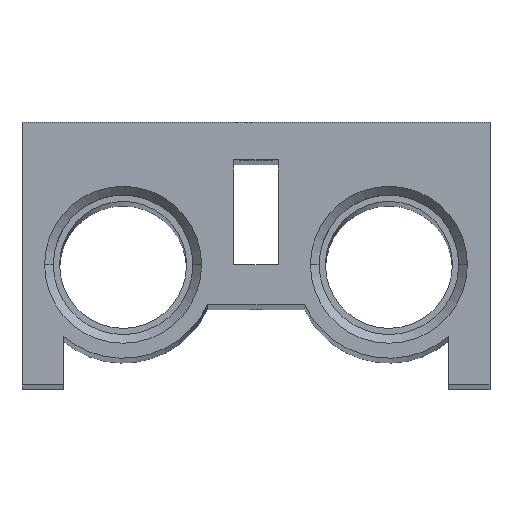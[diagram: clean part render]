
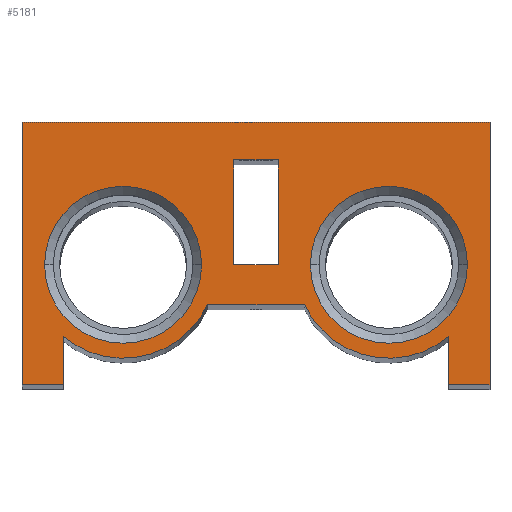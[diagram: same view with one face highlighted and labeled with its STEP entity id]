
A CAD part, top view. The second image highlights one B-rep face of the part: STEP entity #5181.
In plain terms, the highlighted planar face has unit normal (0, 0, 1).
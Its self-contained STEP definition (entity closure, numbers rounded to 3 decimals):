
#3 = LINE ( 'NONE', #4416, #762 ) ;
#30 = CARTESIAN_POINT ( 'NONE',  ( 17.75, 16., 378. ) ) ;
#77 = CARTESIAN_POINT ( 'NONE',  ( -6.467, 10.667, 378. ) ) ;
#148 = CARTESIAN_POINT ( 'NONE',  ( 17.75, 16., 378. ) ) ;
#218 = VERTEX_POINT ( 'NONE', #2617 ) ;
#278 = VERTEX_POINT ( 'NONE', #5601 ) ;
#289 = CARTESIAN_POINT ( 'NONE',  ( -31.25, 35., 378. ) ) ;
#314 = VECTOR ( 'NONE', #2004, 1000. ) ;
#320 = CARTESIAN_POINT ( 'NONE',  ( -17.75, 16., 378. ) ) ;
#338 = AXIS2_PLACEMENT_3D ( 'NONE', #2758, #2213, #3957 ) ;
#580 = CARTESIAN_POINT ( 'NONE',  ( 3., 16., 378. ) ) ;
#604 = VERTEX_POINT ( 'NONE', #3853 ) ;
#628 = ORIENTED_EDGE ( 'NONE', *, *, #2466, .T. ) ;
#668 = FACE_BOUND ( 'NONE', #1202, .T. ) ;
#733 = LINE ( 'NONE', #5149, #1233 ) ;
#755 = PLANE ( 'NONE',  #5541 ) ;
#762 = VECTOR ( 'NONE', #1771, 1000. ) ;
#764 = EDGE_CURVE ( 'NONE', #1210, #4295, #3113, .T. ) ;
#790 = CARTESIAN_POINT ( 'NONE',  ( -3., 30., 378. ) ) ;
#791 = LINE ( 'NONE', #4672, #2711 ) ;
#828 = CARTESIAN_POINT ( 'NONE',  ( 7.27, 16., 378. ) ) ;
#833 = CARTESIAN_POINT ( 'NONE',  ( -31.25, 35., 378. ) ) ;
#919 = CARTESIAN_POINT ( 'NONE',  ( -3., 16., 378. ) ) ;
#1127 = FACE_OUTER_BOUND ( 'NONE', #3236, .T. ) ;
#1163 = EDGE_CURVE ( 'NONE', #3495, #278, #3, .T. ) ;
#1194 = EDGE_CURVE ( 'NONE', #5140, #4392, #5490, .T. ) ;
#1202 = EDGE_LOOP ( 'NONE', ( #3350, #1313, #2290, #2265 ) ) ;
#1210 = VERTEX_POINT ( 'NONE', #2791 ) ;
#1233 = VECTOR ( 'NONE', #3787, 1000. ) ;
#1245 = VECTOR ( 'NONE', #2173, 1000. ) ;
#1298 = CARTESIAN_POINT ( 'NONE',  ( 31.25, 35., 378. ) ) ;
#1313 = ORIENTED_EDGE ( 'NONE', *, *, #1194, .F. ) ;
#1343 = VERTEX_POINT ( 'NONE', #5656 ) ;
#1355 = ORIENTED_EDGE ( 'NONE', *, *, #764, .T. ) ;
#1383 = ORIENTED_EDGE ( 'NONE', *, *, #5224, .T. ) ;
#1429 = ORIENTED_EDGE ( 'NONE', *, *, #1649, .T. ) ;
#1537 = DIRECTION ( 'NONE',  ( 1., 0., 0. ) ) ;
#1562 = VERTEX_POINT ( 'NONE', #1855 ) ;
#1649 = EDGE_CURVE ( 'NONE', #4295, #1210, #4433, .T. ) ;
#1685 = VECTOR ( 'NONE', #3555, 1000. ) ;
#1771 = DIRECTION ( 'NONE',  ( 1., 0., 0. ) ) ;
#1827 = EDGE_CURVE ( 'NONE', #218, #3719, #791, .T. ) ;
#1839 = EDGE_CURVE ( 'NONE', #604, #3495, #2969, .T. ) ;
#1855 = CARTESIAN_POINT ( 'NONE',  ( 31.25, 35., 378. ) ) ;
#1890 = AXIS2_PLACEMENT_3D ( 'NONE', #3602, #4572, #3150 ) ;
#1895 = EDGE_LOOP ( 'NONE', ( #1355, #1429 ) ) ;
#1905 = EDGE_CURVE ( 'NONE', #2039, #4963, #733, .T. ) ;
#1969 = AXIS2_PLACEMENT_3D ( 'NONE', #320, #5124, #2057 ) ;
#1998 = EDGE_LOOP ( 'NONE', ( #628, #3014 ) ) ;
#2004 = DIRECTION ( 'NONE',  ( 0., 1., 0. ) ) ;
#2008 = DIRECTION ( 'NONE',  ( 0., 0., 1. ) ) ;
#2010 = DIRECTION ( 'NONE',  ( 0., 1., 0. ) ) ;
#2039 = VERTEX_POINT ( 'NONE', #919 ) ;
#2054 = ORIENTED_EDGE ( 'NONE', *, *, #2185, .T. ) ;
#2057 = DIRECTION ( 'NONE',  ( -1., 0., 0. ) ) ;
#2092 = CARTESIAN_POINT ( 'NONE',  ( -7.27, 16., 378. ) ) ;
#2097 = LINE ( 'NONE', #5529, #3458 ) ;
#2101 = CARTESIAN_POINT ( 'NONE',  ( 3., 30., 378. ) ) ;
#2169 = AXIS2_PLACEMENT_3D ( 'NONE', #3134, #3193, #4925 ) ;
#2173 = DIRECTION ( 'NONE',  ( 1., 0., 0. ) ) ;
#2185 = EDGE_CURVE ( 'NONE', #278, #1562, #4604, .T. ) ;
#2191 = EDGE_CURVE ( 'NONE', #2416, #1343, #2097, .T. ) ;
#2209 = ORIENTED_EDGE ( 'NONE', *, *, #2191, .T. ) ;
#2212 = CARTESIAN_POINT ( 'NONE',  ( 25.75, 0., 378. ) ) ;
#2213 = DIRECTION ( 'NONE',  ( 0., 0., -1. ) ) ;
#2231 = ORIENTED_EDGE ( 'NONE', *, *, #1827, .T. ) ;
#2242 = VERTEX_POINT ( 'NONE', #289 ) ;
#2265 = ORIENTED_EDGE ( 'NONE', *, *, #1905, .F. ) ;
#2290 = ORIENTED_EDGE ( 'NONE', *, *, #5087, .F. ) ;
#2313 = ORIENTED_EDGE ( 'NONE', *, *, #3694, .T. ) ;
#2416 = VERTEX_POINT ( 'NONE', #77 ) ;
#2466 = EDGE_CURVE ( 'NONE', #4174, #4653, #3280, .T. ) ;
#2524 = CARTESIAN_POINT ( 'NONE',  ( -17.75, 16., 378. ) ) ;
#2580 = LINE ( 'NONE', #790, #4281 ) ;
#2617 = CARTESIAN_POINT ( 'NONE',  ( -25.75, 0., 378. ) ) ;
#2711 = VECTOR ( 'NONE', #5179, 1000. ) ;
#2758 = CARTESIAN_POINT ( 'NONE',  ( 17.75, 16., 378. ) ) ;
#2791 = CARTESIAN_POINT ( 'NONE',  ( 28.23, 16., 378. ) ) ;
#2906 = CIRCLE ( 'NONE', #1969, 10.48 ) ;
#2968 = LINE ( 'NONE', #3368, #5168 ) ;
#2969 = LINE ( 'NONE', #5068, #5260 ) ;
#2986 = ORIENTED_EDGE ( 'NONE', *, *, #4326, .T. ) ;
#2991 = FACE_BOUND ( 'NONE', #1998, .T. ) ;
#3014 = ORIENTED_EDGE ( 'NONE', *, *, #5597, .T. ) ;
#3072 = DIRECTION ( 'NONE',  ( -1., 0., 0. ) ) ;
#3107 = LINE ( 'NONE', #833, #1685 ) ;
#3113 = CIRCLE ( 'NONE', #338, 10.48 ) ;
#3134 = CARTESIAN_POINT ( 'NONE',  ( -17.75, 16., 378. ) ) ;
#3148 = CARTESIAN_POINT ( 'NONE',  ( -3., 30., 378. ) ) ;
#3150 = DIRECTION ( 'NONE',  ( -1., 0., 0. ) ) ;
#3193 = DIRECTION ( 'NONE',  ( 0., 0., 1. ) ) ;
#3236 = EDGE_LOOP ( 'NONE', ( #1383, #2986, #2231, #4860, #2209, #2313, #3623, #3950, #2054, #4561 ) ) ;
#3280 = CIRCLE ( 'NONE', #1890, 10.48 ) ;
#3350 = ORIENTED_EDGE ( 'NONE', *, *, #5259, .F. ) ;
#3368 = CARTESIAN_POINT ( 'NONE',  ( 3., 16., 378. ) ) ;
#3369 = DIRECTION ( 'NONE',  ( 0., -1., 0. ) ) ;
#3420 = DIRECTION ( 'NONE',  ( 1., 0., 0. ) ) ;
#3440 = CARTESIAN_POINT ( 'NONE',  ( 31.25, 0., 378. ) ) ;
#3458 = VECTOR ( 'NONE', #5170, 1000. ) ;
#3464 = AXIS2_PLACEMENT_3D ( 'NONE', #148, #2008, #1537 ) ;
#3495 = VERTEX_POINT ( 'NONE', #2212 ) ;
#3513 = EDGE_CURVE ( 'NONE', #1562, #2242, #5698, .T. ) ;
#3555 = DIRECTION ( 'NONE',  ( 0., -1., 0. ) ) ;
#3563 = DIRECTION ( 'NONE',  ( 0., 0., -1. ) ) ;
#3602 = CARTESIAN_POINT ( 'NONE',  ( -17.75, 16., 378. ) ) ;
#3612 = EDGE_CURVE ( 'NONE', #3719, #2416, #3724, .T. ) ;
#3623 = ORIENTED_EDGE ( 'NONE', *, *, #1839, .T. ) ;
#3658 = CARTESIAN_POINT ( 'NONE',  ( 3., 30., 378. ) ) ;
#3672 = CARTESIAN_POINT ( 'NONE',  ( -25.75, 6.421, 378. ) ) ;
#3694 = EDGE_CURVE ( 'NONE', #1343, #604, #4812, .T. ) ;
#3719 = VERTEX_POINT ( 'NONE', #3672 ) ;
#3724 = CIRCLE ( 'NONE', #2169, 12.48 ) ;
#3787 = DIRECTION ( 'NONE',  ( 1., 0., 0. ) ) ;
#3853 = CARTESIAN_POINT ( 'NONE',  ( 25.75, 6.421, 378. ) ) ;
#3890 = CARTESIAN_POINT ( 'NONE',  ( -31.25, 0., 378. ) ) ;
#3950 = ORIENTED_EDGE ( 'NONE', *, *, #1163, .T. ) ;
#3957 = DIRECTION ( 'NONE',  ( -1., 0., 0. ) ) ;
#4174 = VERTEX_POINT ( 'NONE', #2092 ) ;
#4261 = AXIS2_PLACEMENT_3D ( 'NONE', #30, #3563, #4608 ) ;
#4268 = DIRECTION ( 'NONE',  ( 0., 0., 1. ) ) ;
#4281 = VECTOR ( 'NONE', #4773, 1000. ) ;
#4295 = VERTEX_POINT ( 'NONE', #828 ) ;
#4302 = VERTEX_POINT ( 'NONE', #3890 ) ;
#4326 = EDGE_CURVE ( 'NONE', #4302, #218, #4876, .T. ) ;
#4338 = VECTOR ( 'NONE', #5515, 1000. ) ;
#4392 = VERTEX_POINT ( 'NONE', #3148 ) ;
#4416 = CARTESIAN_POINT ( 'NONE',  ( 25.75, 0., 378. ) ) ;
#4433 = CIRCLE ( 'NONE', #4261, 10.48 ) ;
#4561 = ORIENTED_EDGE ( 'NONE', *, *, #3513, .T. ) ;
#4572 = DIRECTION ( 'NONE',  ( 0., 0., -1. ) ) ;
#4604 = LINE ( 'NONE', #3440, #314 ) ;
#4608 = DIRECTION ( 'NONE',  ( -1., 0., 0. ) ) ;
#4653 = VERTEX_POINT ( 'NONE', #5187 ) ;
#4672 = CARTESIAN_POINT ( 'NONE',  ( -25.75, 0., 378. ) ) ;
#4773 = DIRECTION ( 'NONE',  ( 0., -1., 0. ) ) ;
#4812 = CIRCLE ( 'NONE', #3464, 12.48 ) ;
#4860 = ORIENTED_EDGE ( 'NONE', *, *, #3612, .T. ) ;
#4876 = LINE ( 'NONE', #5668, #1245 ) ;
#4904 = VECTOR ( 'NONE', #3072, 1000. ) ;
#4925 = DIRECTION ( 'NONE',  ( 1., 0., 0. ) ) ;
#4963 = VERTEX_POINT ( 'NONE', #580 ) ;
#5068 = CARTESIAN_POINT ( 'NONE',  ( 25.75, 6.421, 378. ) ) ;
#5087 = EDGE_CURVE ( 'NONE', #4963, #5140, #2968, .T. ) ;
#5124 = DIRECTION ( 'NONE',  ( 0., 0., -1. ) ) ;
#5140 = VERTEX_POINT ( 'NONE', #2101 ) ;
#5149 = CARTESIAN_POINT ( 'NONE',  ( -3., 16., 378. ) ) ;
#5168 = VECTOR ( 'NONE', #2010, 1000. ) ;
#5170 = DIRECTION ( 'NONE',  ( 1., 0., 0. ) ) ;
#5179 = DIRECTION ( 'NONE',  ( 0., 1., 0. ) ) ;
#5181 = ADVANCED_FACE ( 'NONE', ( #2991, #668, #5506, #1127 ), #755, .T. ) ;
#5187 = CARTESIAN_POINT ( 'NONE',  ( -28.23, 16., 378. ) ) ;
#5224 = EDGE_CURVE ( 'NONE', #2242, #4302, #3107, .T. ) ;
#5259 = EDGE_CURVE ( 'NONE', #4392, #2039, #2580, .T. ) ;
#5260 = VECTOR ( 'NONE', #3369, 1000. ) ;
#5490 = LINE ( 'NONE', #3658, #4338 ) ;
#5506 = FACE_BOUND ( 'NONE', #1895, .T. ) ;
#5515 = DIRECTION ( 'NONE',  ( -1., 0., 0. ) ) ;
#5529 = CARTESIAN_POINT ( 'NONE',  ( -6.467, 10.667, 378. ) ) ;
#5541 = AXIS2_PLACEMENT_3D ( 'NONE', #2524, #4268, #3420 ) ;
#5597 = EDGE_CURVE ( 'NONE', #4653, #4174, #2906, .T. ) ;
#5601 = CARTESIAN_POINT ( 'NONE',  ( 31.25, 0., 378. ) ) ;
#5656 = CARTESIAN_POINT ( 'NONE',  ( 6.467, 10.667, 378. ) ) ;
#5668 = CARTESIAN_POINT ( 'NONE',  ( -31.25, 0., 378. ) ) ;
#5698 = LINE ( 'NONE', #1298, #4904 ) ;
